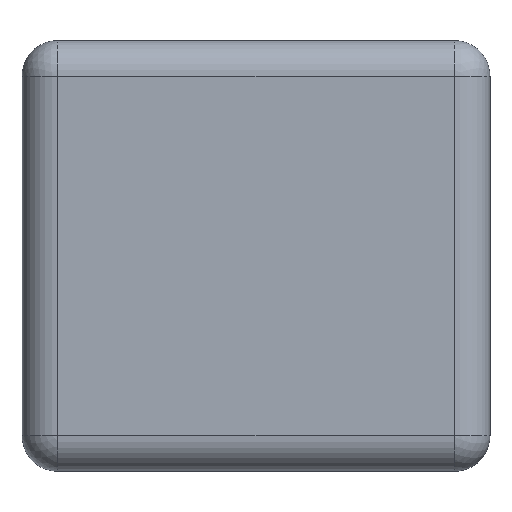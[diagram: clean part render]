
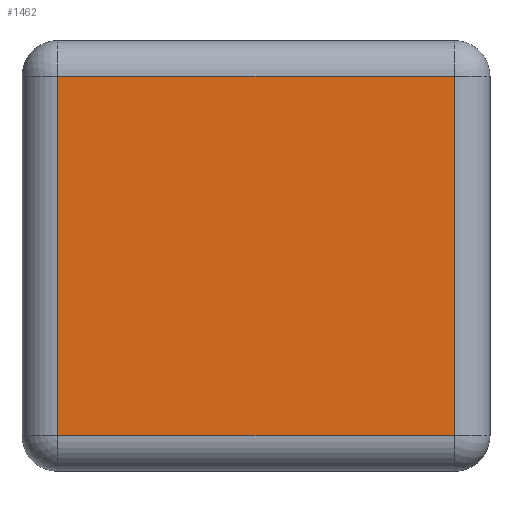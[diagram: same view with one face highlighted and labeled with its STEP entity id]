
A CAD part, top view. The second image highlights one B-rep face of the part: STEP entity #1462.
In plain terms, the highlighted planar face has unit normal (0, 0, 1).
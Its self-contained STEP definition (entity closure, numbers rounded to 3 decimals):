
#59=PLANE('',#1628);
#140=FACE_OUTER_BOUND('',#222,.T.);
#222=EDGE_LOOP('',(#1331,#1332,#1333,#1334));
#430=LINE('',#2476,#572);
#432=LINE('',#2484,#574);
#433=LINE('',#2491,#575);
#434=LINE('',#2497,#576);
#572=VECTOR('',#2034,10.);
#574=VECTOR('',#2042,10.);
#575=VECTOR('',#2053,10.);
#576=VECTOR('',#2064,10.);
#705=VERTEX_POINT('',#2472);
#706=VERTEX_POINT('',#2474);
#709=VERTEX_POINT('',#2482);
#710=VERTEX_POINT('',#2489);
#908=EDGE_CURVE('',#706,#705,#430,.T.);
#912=EDGE_CURVE('',#709,#706,#432,.T.);
#916=EDGE_CURVE('',#710,#709,#433,.T.);
#920=EDGE_CURVE('',#705,#710,#434,.T.);
#1331=ORIENTED_EDGE('',*,*,#908,.F.);
#1332=ORIENTED_EDGE('',*,*,#912,.F.);
#1333=ORIENTED_EDGE('',*,*,#916,.F.);
#1334=ORIENTED_EDGE('',*,*,#920,.F.);
#1462=ADVANCED_FACE('',(#140),#59,.T.);
#1628=AXIS2_PLACEMENT_3D('',#2502,#2072,#2073);
#2034=DIRECTION('',(0.,-1.,0.));
#2042=DIRECTION('',(1.,0.,0.));
#2053=DIRECTION('',(0.,1.,0.));
#2064=DIRECTION('',(-1.,0.,0.));
#2072=DIRECTION('center_axis',(0.,0.,1.));
#2073=DIRECTION('ref_axis',(1.,0.,0.));
#2472=CARTESIAN_POINT('',(28.288,-26.313,12.5));
#2474=CARTESIAN_POINT('',(28.288,24.,12.5));
#2476=CARTESIAN_POINT('',(28.288,-13.735,12.5));
#2482=CARTESIAN_POINT('',(-27.25,24.,12.5));
#2484=CARTESIAN_POINT('',(14.403,24.,12.5));
#2489=CARTESIAN_POINT('',(-27.25,-26.313,12.5));
#2491=CARTESIAN_POINT('',(-27.25,11.422,12.5));
#2497=CARTESIAN_POINT('',(-13.366,-26.313,12.5));
#2502=CARTESIAN_POINT('Origin',(0.519,-1.156,12.5));
